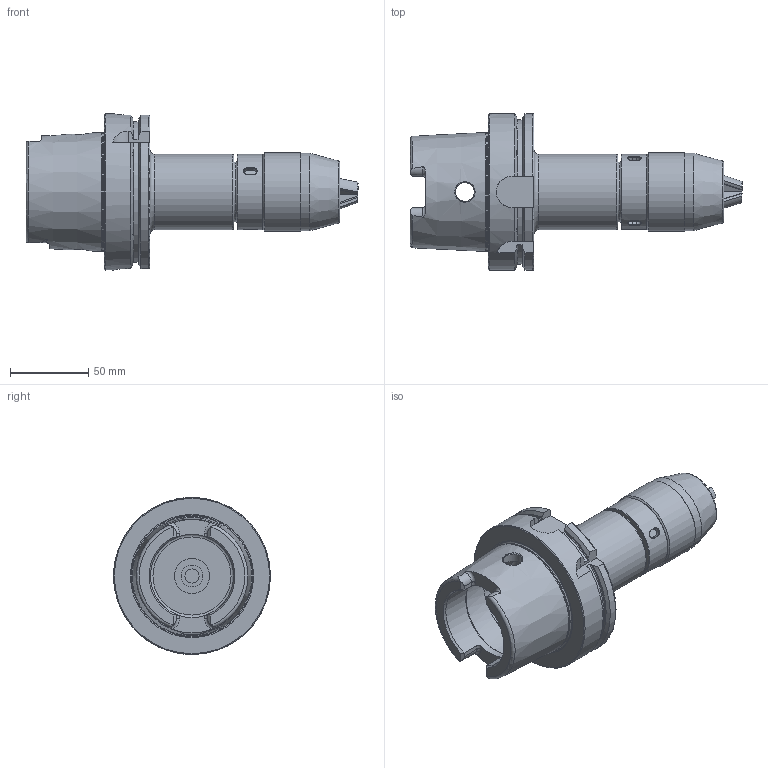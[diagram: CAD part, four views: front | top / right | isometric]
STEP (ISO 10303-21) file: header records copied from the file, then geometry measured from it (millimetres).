
FILE_DESCRIPTION(/* description */ (''),/* implementation_level */ '2;1');
FILE_NAME(/* name */ 'P2775207_HSK100A-NPU13-150.stp',/* time_stamp */ '2024-06-05T16:05:57+09:00',/* author */ ('eos'),/* organization */ (''),/* preprocessor_version */ 'ST-DEVELOPER v20',/* originating_system */ 'Autodesk Inventor 2024',/* authorisation */ '');
FILE_SCHEMA (('AUTOMOTIVE_DESIGN { 1 0 10303 214 3 1 1 }'));
Length unit declared in the file: millimetre
Products named in the file (7): LO-HSK100A-NPU13-150; HSK63A; BA12713201003A; BB1271306M401A---; BB12713070101A---; BB12713080101A---; BB12213030401C
Assembly tree (8 placements, depth 3):
  LO-HSK100A-NPU13-150
    HSK63A
    BA12713201003A
      BB12213030401C  x3
      BB1271306M401A---
      BB12713070101A---
      BB12713080101A---
Bounding box: 211.53 x 100 x 100 mm (x, y, z)
Volume: 475082.1 mm3; surface area: 86389.7 mm2
Topology: 7 solids, 7 shells, 271 faces, 686 edges, 444 vertices
Faces by surface type: plane 153, cylinder 60, torus 31, cone 19, bspline 8
Full cylindrical faces by diameter (mm): 9 x1, 10 x1, 12 x2, 14 x1, 22.376 x1, 23.4 x1, 23.5 x1, 25 x1, 33.5 x1, 38 x1, 42 x1, 44 x1, 48 x2, 49.4 x1, 50 x1, 53 x2, 63 x1, 75.415 x1, 100 x1
Entity records: 8572 total; most frequent: CARTESIAN_POINT 3402, DIRECTION 1048, ORIENTED_EDGE 1016, EDGE_CURVE 508, AXIS2_PLACEMENT_3D 410, VERTEX_POINT 328, LINE 228, VECTOR 228
